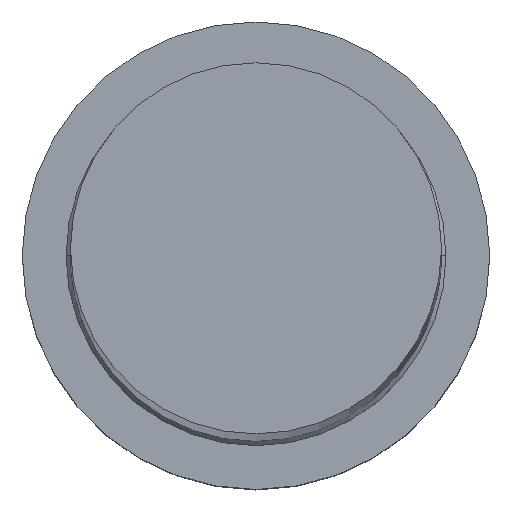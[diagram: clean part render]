
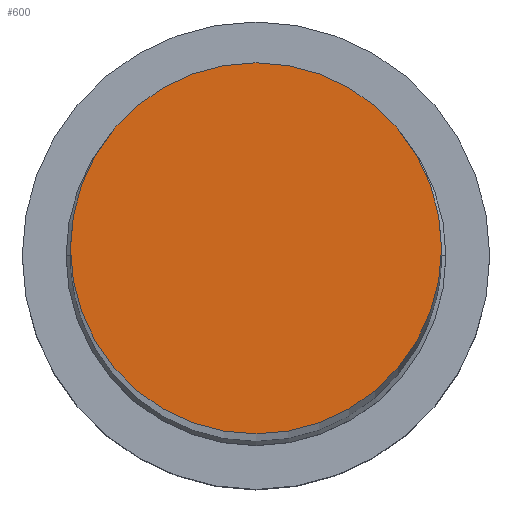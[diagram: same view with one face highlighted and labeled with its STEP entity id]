
A CAD part, top view. The second image highlights one B-rep face of the part: STEP entity #600.
In plain terms, the highlighted planar face has unit normal (0, 0, 1).
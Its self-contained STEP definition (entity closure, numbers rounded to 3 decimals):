
#13 = AXIS2_PLACEMENT_3D ( 'NONE', #115, #464, #49 ) ;
#49 = DIRECTION ( 'NONE',  ( 1., 0., 0. ) ) ;
#61 = EDGE_LOOP ( 'NONE', ( #403, #747 ) ) ;
#70 = CARTESIAN_POINT ( 'NONE',  ( 6.35, 0., 0. ) ) ;
#74 = DIRECTION ( 'NONE',  ( 0., 0., -1. ) ) ;
#92 = CIRCLE ( 'NONE', #163, 6.35 ) ;
#94 = EDGE_CURVE ( 'NONE', #346, #790, #253, .T. ) ;
#100 = EDGE_CURVE ( 'NONE', #790, #346, #92, .T. ) ;
#115 = CARTESIAN_POINT ( 'NONE',  ( 0., 0., 0. ) ) ;
#163 = AXIS2_PLACEMENT_3D ( 'NONE', #340, #721, #286 ) ;
#251 = CARTESIAN_POINT ( 'NONE',  ( -6.35, 0., 0. ) ) ;
#253 = CIRCLE ( 'NONE', #13, 6.35 ) ;
#286 = DIRECTION ( 'NONE',  ( 1., 0., 0. ) ) ;
#340 = CARTESIAN_POINT ( 'NONE',  ( 0., 0., 0. ) ) ;
#346 = VERTEX_POINT ( 'NONE', #70 ) ;
#403 = ORIENTED_EDGE ( 'NONE', *, *, #94, .T. ) ;
#417 = DIRECTION ( 'NONE',  ( -1., 0., 0. ) ) ;
#464 = DIRECTION ( 'NONE',  ( 0., 0., 1. ) ) ;
#482 = CARTESIAN_POINT ( 'NONE',  ( 0., 0., 0. ) ) ;
#600 = ADVANCED_FACE ( 'NONE', ( #701 ), #620, .F. ) ;
#620 = PLANE ( 'NONE',  #714 ) ;
#701 = FACE_OUTER_BOUND ( 'NONE', #61, .T. ) ;
#714 = AXIS2_PLACEMENT_3D ( 'NONE', #482, #74, #417 ) ;
#721 = DIRECTION ( 'NONE',  ( 0., 0., 1. ) ) ;
#747 = ORIENTED_EDGE ( 'NONE', *, *, #100, .T. ) ;
#790 = VERTEX_POINT ( 'NONE', #251 ) ;
